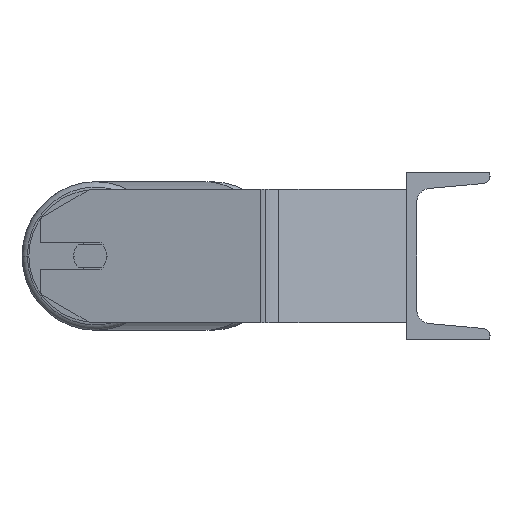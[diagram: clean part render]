
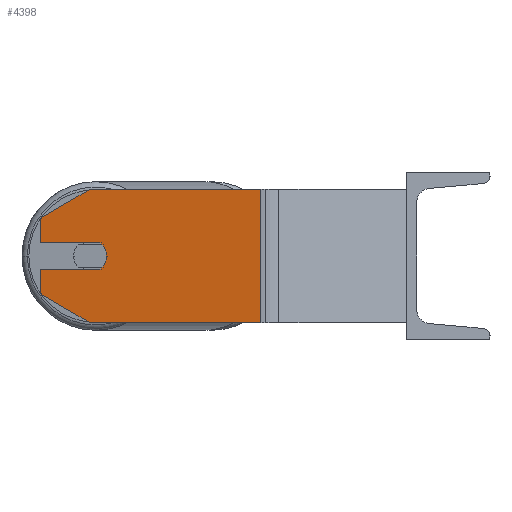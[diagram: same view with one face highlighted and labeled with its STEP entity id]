
A CAD part, left-side view. The second image highlights one B-rep face of the part: STEP entity #4398.
In plain terms, the highlighted planar face has unit normal (-0.985, 0.174, 0).
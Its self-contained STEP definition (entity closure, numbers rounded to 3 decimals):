
#32 = LINE ( 'NONE', #7839, #2342 ) ;
#100 = CARTESIAN_POINT ( 'NONE',  ( -612.996, 189.577, -40. ) ) ;
#142 = CARTESIAN_POINT ( 'NONE',  ( -614.038, 183.669, -8. ) ) ;
#204 = DIRECTION ( 'NONE',  ( -0.174, -0.985, 0. ) ) ;
#314 = DIRECTION ( 'NONE',  ( -0.174, -0.985, 0. ) ) ;
#356 = CARTESIAN_POINT ( 'NONE',  ( -607.787, 219.122, 40. ) ) ;
#732 = CARTESIAN_POINT ( 'NONE',  ( -614.038, 183.669, -8. ) ) ;
#843 = VECTOR ( 'NONE', #204, 1000. ) ;
#925 = LINE ( 'NONE', #1725, #3500 ) ;
#928 = DIRECTION ( 'NONE',  ( -0.985, 0.174, 0. ) ) ;
#932 = EDGE_CURVE ( 'NONE', #1754, #3205, #1400, .T. ) ;
#940 = CARTESIAN_POINT ( 'NONE',  ( -607.787, 219.122, -40. ) ) ;
#1059 = VERTEX_POINT ( 'NONE', #3009 ) ;
#1356 = ORIENTED_EDGE ( 'NONE', *, *, #3552, .T. ) ;
#1400 = LINE ( 'NONE', #1496, #1850 ) ;
#1496 = CARTESIAN_POINT ( 'NONE',  ( -607.787, 219.122, 40. ) ) ;
#1544 = DIRECTION ( 'NONE',  ( 0., 0., -1. ) ) ;
#1603 = LINE ( 'NONE', #940, #4914 ) ;
#1708 = FACE_OUTER_BOUND ( 'NONE', #4078, .T. ) ;
#1725 = CARTESIAN_POINT ( 'NONE',  ( -607.787, 219.122, 8. ) ) ;
#1754 = VERTEX_POINT ( 'NONE', #4015 ) ;
#1794 = AXIS2_PLACEMENT_3D ( 'NONE', #2988, #7979, #314 ) ;
#1850 = VECTOR ( 'NONE', #5572, 1000. ) ;
#1861 = ORIENTED_EDGE ( 'NONE', *, *, #8878, .F. ) ;
#2077 = DIRECTION ( 'NONE',  ( -0.15, -0.853, -0.5 ) ) ;
#2341 = DIRECTION ( 'NONE',  ( -0.174, -0.985, 0. ) ) ;
#2342 = VECTOR ( 'NONE', #2077, 1000. ) ;
#2624 = DIRECTION ( 'NONE',  ( 0., 0., -1. ) ) ;
#2650 = CARTESIAN_POINT ( 'NONE',  ( -631.042, 87.234, 40. ) ) ;
#2656 = CIRCLE ( 'NONE', #1794, 10. ) ;
#2978 = EDGE_CURVE ( 'NONE', #8637, #6927, #8519, .T. ) ;
#2988 = CARTESIAN_POINT ( 'NONE',  ( -612.996, 189.577, 0. ) ) ;
#3009 = CARTESIAN_POINT ( 'NONE',  ( -614.038, 183.669, 8. ) ) ;
#3182 = DIRECTION ( 'NONE',  ( 0.985, -0.174, 0. ) ) ;
#3205 = VERTEX_POINT ( 'NONE', #2650 ) ;
#3434 = CARTESIAN_POINT ( 'NONE',  ( -614.733, 179.729, 0. ) ) ;
#3500 = VECTOR ( 'NONE', #4555, 1000. ) ;
#3552 = EDGE_CURVE ( 'NONE', #1754, #3717, #4019, .T. ) ;
#3588 = EDGE_CURVE ( 'NONE', #8637, #8225, #6154, .T. ) ;
#3717 = VERTEX_POINT ( 'NONE', #8741 ) ;
#3758 = VERTEX_POINT ( 'NONE', #7705 ) ;
#4012 = EDGE_CURVE ( 'NONE', #3717, #8870, #7741, .T. ) ;
#4015 = CARTESIAN_POINT ( 'NONE',  ( -612.996, 189.577, 40. ) ) ;
#4019 = LINE ( 'NONE', #6068, #4831 ) ;
#4064 = CARTESIAN_POINT ( 'NONE',  ( -607.787, 219.122, 40. ) ) ;
#4078 = EDGE_LOOP ( 'NONE', ( #7037, #7888, #8794, #4424, #6425, #1356, #9117, #1861, #4502, #7803, #6977 ) ) ;
#4242 = VECTOR ( 'NONE', #1544, 1000. ) ;
#4264 = VECTOR ( 'NONE', #6484, 1000. ) ;
#4342 = CARTESIAN_POINT ( 'NONE',  ( -607.787, 219.122, 40. ) ) ;
#4398 = ADVANCED_FACE ( 'NONE', ( #1708 ), #6696, .F. ) ;
#4424 = ORIENTED_EDGE ( 'NONE', *, *, #4513, .F. ) ;
#4502 = ORIENTED_EDGE ( 'NONE', *, *, #5368, .F. ) ;
#4513 = EDGE_CURVE ( 'NONE', #3205, #3758, #8513, .T. ) ;
#4555 = DIRECTION ( 'NONE',  ( 0.174, 0.985, 0. ) ) ;
#4600 = EDGE_CURVE ( 'NONE', #7988, #3758, #1603, .T. ) ;
#4831 = VECTOR ( 'NONE', #8813, 1000. ) ;
#4914 = VECTOR ( 'NONE', #2341, 1000. ) ;
#5316 = DIRECTION ( 'NONE',  ( 0.174, 0.985, 0. ) ) ;
#5368 = EDGE_CURVE ( 'NONE', #6357, #1059, #7792, .T. ) ;
#5572 = DIRECTION ( 'NONE',  ( -0.174, -0.985, 0. ) ) ;
#5716 = CARTESIAN_POINT ( 'NONE',  ( -631.042, 87.234, 40. ) ) ;
#5895 = CARTESIAN_POINT ( 'NONE',  ( -612.996, 189.577, 0. ) ) ;
#6068 = CARTESIAN_POINT ( 'NONE',  ( -607.787, 219.122, 22.679 ) ) ;
#6135 = EDGE_CURVE ( 'NONE', #6927, #6357, #2656, .T. ) ;
#6154 = LINE ( 'NONE', #4064, #6620 ) ;
#6335 = AXIS2_PLACEMENT_3D ( 'NONE', #356, #3182, #5316 ) ;
#6357 = VERTEX_POINT ( 'NONE', #3434 ) ;
#6425 = ORIENTED_EDGE ( 'NONE', *, *, #932, .F. ) ;
#6484 = DIRECTION ( 'NONE',  ( 0., 0., -1. ) ) ;
#6620 = VECTOR ( 'NONE', #2624, 1000. ) ;
#6637 = DIRECTION ( 'NONE',  ( -0.174, -0.985, 0. ) ) ;
#6673 = CARTESIAN_POINT ( 'NONE',  ( -607.787, 219.122, 8. ) ) ;
#6696 = PLANE ( 'NONE',  #6335 ) ;
#6927 = VERTEX_POINT ( 'NONE', #142 ) ;
#6977 = ORIENTED_EDGE ( 'NONE', *, *, #2978, .F. ) ;
#7037 = ORIENTED_EDGE ( 'NONE', *, *, #3588, .T. ) ;
#7532 = CARTESIAN_POINT ( 'NONE',  ( -607.787, 219.122, -22.679 ) ) ;
#7705 = CARTESIAN_POINT ( 'NONE',  ( -631.042, 87.234, -40. ) ) ;
#7741 = LINE ( 'NONE', #4342, #4264 ) ;
#7792 = CIRCLE ( 'NONE', #8522, 10. ) ;
#7803 = ORIENTED_EDGE ( 'NONE', *, *, #6135, .F. ) ;
#7839 = CARTESIAN_POINT ( 'NONE',  ( -612.996, 189.577, -40. ) ) ;
#7888 = ORIENTED_EDGE ( 'NONE', *, *, #9057, .T. ) ;
#7979 = DIRECTION ( 'NONE',  ( -0.985, 0.174, 0. ) ) ;
#7988 = VERTEX_POINT ( 'NONE', #100 ) ;
#8225 = VERTEX_POINT ( 'NONE', #7532 ) ;
#8513 = LINE ( 'NONE', #5716, #4242 ) ;
#8519 = LINE ( 'NONE', #732, #843 ) ;
#8522 = AXIS2_PLACEMENT_3D ( 'NONE', #5895, #928, #6637 ) ;
#8637 = VERTEX_POINT ( 'NONE', #9006 ) ;
#8741 = CARTESIAN_POINT ( 'NONE',  ( -607.787, 219.122, 22.679 ) ) ;
#8794 = ORIENTED_EDGE ( 'NONE', *, *, #4600, .T. ) ;
#8813 = DIRECTION ( 'NONE',  ( 0.15, 0.853, -0.5 ) ) ;
#8870 = VERTEX_POINT ( 'NONE', #6673 ) ;
#8878 = EDGE_CURVE ( 'NONE', #1059, #8870, #925, .T. ) ;
#9006 = CARTESIAN_POINT ( 'NONE',  ( -607.787, 219.122, -8. ) ) ;
#9057 = EDGE_CURVE ( 'NONE', #8225, #7988, #32, .T. ) ;
#9117 = ORIENTED_EDGE ( 'NONE', *, *, #4012, .T. ) ;
